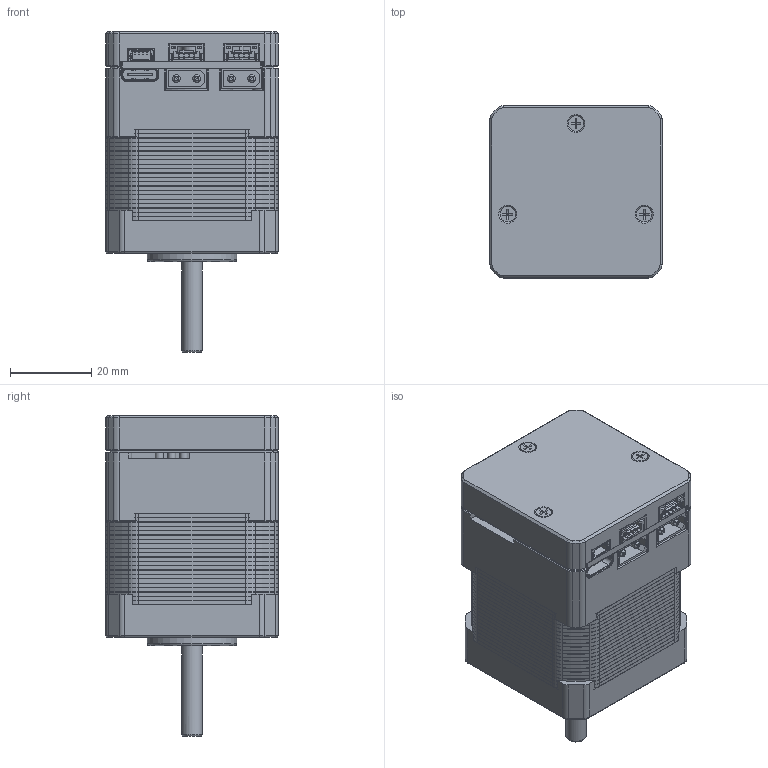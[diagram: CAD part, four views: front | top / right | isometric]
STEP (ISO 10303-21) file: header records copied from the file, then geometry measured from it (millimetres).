
FILE_DESCRIPTION(/* description */ (''),/* implementation_level */ '2;1');
FILE_NAME(/* name */ 'Servo V2 v27.step',/* time_stamp */ '2023-11-14T09:34:55-08:00',/* author */ (''),/* organization */ (''),/* preprocessor_version */ 'ST-DEVELOPER v20',/* originating_system */ 'Autodesk Translation Framework v12.14.0.127',/* authorisation */ '');
FILE_SCHEMA (('AUTOMOTIVE_DESIGN { 1 0 10303 214 3 1 1 }'));
Products named in the file (22): Servo V2; NEMA_17_PHB42W40-401 v1; shaft; motor_housing; Lid; lid_1; body; PCB; Adafruit DS3502 STEMMA QT; JST SH, 4 Pin v2; Amass_XT30PW-M_pcb solder; HRO_TYPE-C-31-M-12; HRO_TYPE-C-31-M-12_1; ConPins; PcbPins; Mold; Frame; SM04B-GHS-TB; magnet; M2x14; hex_socket_button_head_M3x40; wires
Assembly tree (28 placements, depth 5):
  Servo V2
    NEMA_17_PHB42W40-401 v1
      shaft
      motor_housing
    Lid
      lid_1
      body
    PCB
      Adafruit DS3502 STEMMA QT
        JST SH, 4 Pin v2
      Amass_XT30PW-M_pcb solder  x2
      HRO_TYPE-C-31-M-12
        HRO_TYPE-C-31-M-12_1
          ConPins
          PcbPins
          Mold
          Frame
      SM04B-GHS-TB  x2
    magnet
    M2x14  x3
    hex_socket_button_head_M3x40  x4
    wires
Bounding box: 42.3 x 42.3 x 78.8 mm (x, y, z)
Volume: 74414.4 mm3; surface area: 83117.8 mm2
Topology: 66 solids, 67 shells, 2951 faces, 7722 edges, 4952 vertices
Faces by surface type: plane 1769, cylinder 909, cone 109, bspline 86, torus 46, sphere 32
Full cylindrical faces by diameter (mm): 0.5 x2, 0.9 x8, 1.623 x3, 1.9 x6, 2 x13, 2.4 x3, 2.5 x96, 3 x4, 3.15 x4, 4.1 x2, 5 x2, 6 x4, 14.5 x1, 16 x1, 16.01 x1, 20.01 x1, 22 x1, 31 x22, 33 x1
Entity records: 76743 total; most frequent: CARTESIAN_POINT 15210, DIRECTION 12799, ORIENTED_EDGE 12459, EDGE_CURVE 6230, AXIS2_PLACEMENT_3D 4278, LINE 4243, VECTOR 4243, VERTEX_POINT 4001
